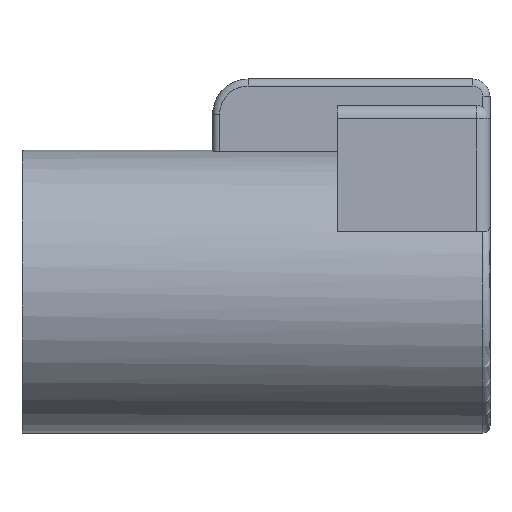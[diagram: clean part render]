
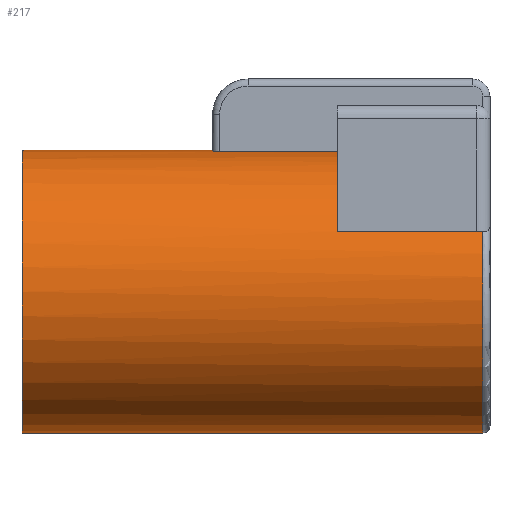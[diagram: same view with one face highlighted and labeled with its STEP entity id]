
A CAD part, left-side view. The second image highlights one B-rep face of the part: STEP entity #217.
In plain terms, the highlighted cylindrical face has radius 7.975 mm (diameter 15.95 mm), a partial arc.
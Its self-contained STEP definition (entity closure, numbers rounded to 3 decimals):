
#125=B_SPLINE_CURVE_WITH_KNOTS('',3,(#3381,#3382,#3383,#3384,#3385,#3386,
#3387),.UNSPECIFIED.,.F.,.F.,(4,3,4),(0.,0.838,1.),.UNSPECIFIED.);
#126=B_SPLINE_CURVE_WITH_KNOTS('',3,(#3393,#3394,#3395,#3396,#3397,#3398,
#3399,#3400,#3401,#3402,#3403,#3404,#3405,#3406,#3407,#3408),.UNSPECIFIED.,
 .F.,.F.,(4,3,3,3,3,4),(0.,0.213,0.426,0.64,
0.856,1.),.UNSPECIFIED.);
#155=CYLINDRICAL_SURFACE('',#2419,7.975);
#217=ADVANCED_FACE('',(#419),#155,.T.);
#419=FACE_OUTER_BOUND('',#546,.T.);
#546=EDGE_LOOP('',(#860,#861,#862,#863,#864,#865,#866,#867,#868,#869,#870,
#871));
#665=CIRCLE('',#2414,7.975);
#666=CIRCLE('',#2415,7.975);
#667=CIRCLE('',#2416,7.975);
#668=CIRCLE('',#2417,7.975);
#669=CIRCLE('',#2418,7.975);
#860=ORIENTED_EDGE('',*,*,#1664,.T.);
#861=ORIENTED_EDGE('',*,*,#1665,.T.);
#862=ORIENTED_EDGE('',*,*,#1666,.T.);
#863=ORIENTED_EDGE('',*,*,#1667,.F.);
#864=ORIENTED_EDGE('',*,*,#1668,.T.);
#865=ORIENTED_EDGE('',*,*,#1669,.F.);
#866=ORIENTED_EDGE('',*,*,#1670,.F.);
#867=ORIENTED_EDGE('',*,*,#1671,.T.);
#868=ORIENTED_EDGE('',*,*,#1672,.T.);
#869=ORIENTED_EDGE('',*,*,#1673,.T.);
#870=ORIENTED_EDGE('',*,*,#1674,.T.);
#871=ORIENTED_EDGE('',*,*,#1675,.T.);
#1438=VERTEX_POINT('',#3379);
#1439=VERTEX_POINT('',#3380);
#1440=VERTEX_POINT('',#3388);
#1441=VERTEX_POINT('',#3390);
#1442=VERTEX_POINT('',#3392);
#1443=VERTEX_POINT('',#3409);
#1444=VERTEX_POINT('',#3411);
#1445=VERTEX_POINT('',#3413);
#1446=VERTEX_POINT('',#3415);
#1447=VERTEX_POINT('',#3417);
#1448=VERTEX_POINT('',#3419);
#1449=VERTEX_POINT('',#3421);
#1664=EDGE_CURVE('',#1438,#1439,#1977,.T.);
#1665=EDGE_CURVE('',#1439,#1440,#125,.T.);
#1666=EDGE_CURVE('',#1440,#1441,#665,.T.);
#1667=EDGE_CURVE('',#1442,#1441,#1978,.T.);
#1668=EDGE_CURVE('',#1442,#1443,#126,.T.);
#1669=EDGE_CURVE('',#1444,#1443,#666,.T.);
#1670=EDGE_CURVE('',#1445,#1444,#1979,.T.);
#1671=EDGE_CURVE('',#1445,#1446,#667,.T.);
#1672=EDGE_CURVE('',#1446,#1447,#1980,.T.);
#1673=EDGE_CURVE('',#1447,#1448,#668,.T.);
#1674=EDGE_CURVE('',#1448,#1449,#1981,.T.);
#1675=EDGE_CURVE('',#1449,#1438,#669,.T.);
#1977=LINE('',#3378,#2197);
#1978=LINE('',#3391,#2198);
#1979=LINE('',#3412,#2199);
#1980=LINE('',#3416,#2200);
#1981=LINE('',#3420,#2201);
#2197=VECTOR('',#2719,1.);
#2198=VECTOR('',#2722,1.);
#2199=VECTOR('',#2725,1.);
#2200=VECTOR('',#2728,1.);
#2201=VECTOR('',#2731,1.);
#2414=AXIS2_PLACEMENT_3D('',#3389,#2720,#2721);
#2415=AXIS2_PLACEMENT_3D('',#3410,#2723,#2724);
#2416=AXIS2_PLACEMENT_3D('',#3414,#2726,#2727);
#2417=AXIS2_PLACEMENT_3D('',#3418,#2729,#2730);
#2418=AXIS2_PLACEMENT_3D('',#3422,#2732,#2733);
#2419=AXIS2_PLACEMENT_3D('',#3423,#2734,#2735);
#2719=DIRECTION('',(0.,-1.,0.));
#2720=DIRECTION('',(0.,1.,0.));
#2721=DIRECTION('',(-1.,0.,0.));
#2722=DIRECTION('',(0.,-1.,0.));
#2723=DIRECTION('',(0.,-1.,0.));
#2724=DIRECTION('',(-1.,0.,0.));
#2725=DIRECTION('',(0.,-1.,0.));
#2726=DIRECTION('',(0.,-1.,0.));
#2727=DIRECTION('',(1.,0.,0.));
#2728=DIRECTION('',(0.,-1.,0.));
#2729=DIRECTION('',(0.,1.,0.));
#2730=DIRECTION('',(-1.,0.,0.));
#2731=DIRECTION('',(0.,1.,0.));
#2732=DIRECTION('',(0.,1.,0.));
#2733=DIRECTION('',(-1.,0.,0.));
#2734=DIRECTION('',(0.,-1.,0.));
#2735=DIRECTION('',(1.,0.,0.));
#3378=CARTESIAN_POINT('',(-12.262,0.,6.014));
#3379=CARTESIAN_POINT('',(-12.262,-10.8,6.014));
#3380=CARTESIAN_POINT('',(-12.262,-18.65,6.014));
#3381=CARTESIAN_POINT('',(-12.262,-18.65,6.014));
#3382=CARTESIAN_POINT('',(-12.262,-18.75,6.014));
#3383=CARTESIAN_POINT('',(-12.275,-18.851,6.003));
#3384=CARTESIAN_POINT('',(-12.299,-18.945,5.982));
#3385=CARTESIAN_POINT('',(-12.304,-18.964,5.978));
#3386=CARTESIAN_POINT('',(-12.309,-18.982,5.973));
#3387=CARTESIAN_POINT('',(-12.314,-19.,5.969));
#3388=CARTESIAN_POINT('',(-12.314,-19.,5.969));
#3389=CARTESIAN_POINT('',(-7.025,-19.,0.));
#3390=CARTESIAN_POINT('',(-8.1,-19.,7.902));
#3391=CARTESIAN_POINT('',(-8.1,0.,7.902));
#3392=CARTESIAN_POINT('',(-8.1,-4.15,7.902));
#3393=CARTESIAN_POINT('',(-8.1,-4.15,7.902));
#3394=CARTESIAN_POINT('',(-8.1,-4.106,7.902));
#3395=CARTESIAN_POINT('',(-8.092,-4.06,7.903));
#3396=CARTESIAN_POINT('',(-8.078,-4.018,7.905));
#3397=CARTESIAN_POINT('',(-8.063,-3.976,7.907));
#3398=CARTESIAN_POINT('',(-8.041,-3.936,7.91));
#3399=CARTESIAN_POINT('',(-8.014,-3.902,7.913));
#3400=CARTESIAN_POINT('',(-7.986,-3.867,7.917));
#3401=CARTESIAN_POINT('',(-7.952,-3.836,7.921));
#3402=CARTESIAN_POINT('',(-7.914,-3.812,7.925));
#3403=CARTESIAN_POINT('',(-7.876,-3.788,7.93));
#3404=CARTESIAN_POINT('',(-7.834,-3.77,7.934));
#3405=CARTESIAN_POINT('',(-7.79,-3.76,7.938));
#3406=CARTESIAN_POINT('',(-7.761,-3.753,7.941));
#3407=CARTESIAN_POINT('',(-7.73,-3.75,7.944));
#3408=CARTESIAN_POINT('',(-7.7,-3.75,7.946));
#3409=CARTESIAN_POINT('',(-7.7,-3.75,7.946));
#3410=CARTESIAN_POINT('',(-7.025,-3.75,0.));
#3411=CARTESIAN_POINT('',(-7.025,-3.75,7.975));
#3412=CARTESIAN_POINT('',(-7.025,0.,7.975));
#3413=CARTESIAN_POINT('',(-7.025,7.,7.975));
#3414=CARTESIAN_POINT('',(-7.025,7.,0.));
#3415=CARTESIAN_POINT('',(-7.025,7.,-7.975));
#3416=CARTESIAN_POINT('',(-7.025,0.,-7.975));
#3417=CARTESIAN_POINT('',(-7.025,-19.,-7.975));
#3418=CARTESIAN_POINT('',(-7.025,-19.,0.));
#3419=CARTESIAN_POINT('',(-14.238,-19.,3.402));
#3420=CARTESIAN_POINT('',(-14.238,0.,3.402));
#3421=CARTESIAN_POINT('',(-14.238,-10.8,3.402));
#3422=CARTESIAN_POINT('',(-7.025,-10.8,0.));
#3423=CARTESIAN_POINT('',(-7.025,0.,0.));
